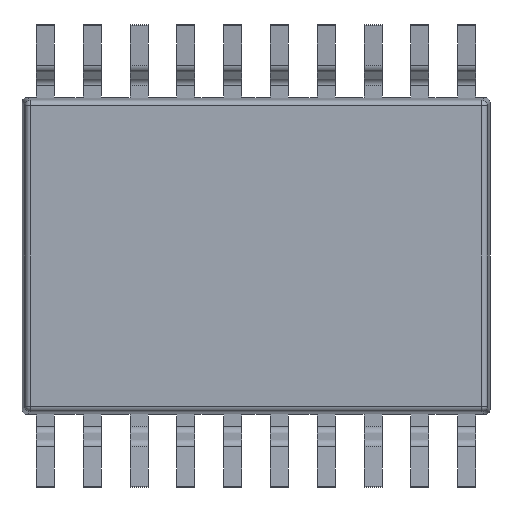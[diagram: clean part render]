
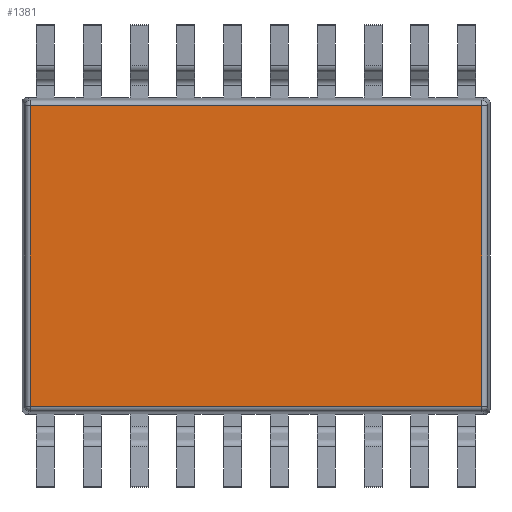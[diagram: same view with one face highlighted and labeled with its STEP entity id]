
A CAD part, front view. The second image highlights one B-rep face of the part: STEP entity #1381.
In plain terms, the highlighted planar face has unit normal (0, -1, 0).
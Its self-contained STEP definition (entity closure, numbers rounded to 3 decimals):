
#1381 = ADVANCED_FACE('',(#1382),#1416,.T.);
#1382 = FACE_BOUND('',#1383,.T.);
#1383 = EDGE_LOOP('',(#1384,#1394,#1402,#1410));
#1384 = ORIENTED_EDGE('',*,*,#1385,.T.);
#1385 = EDGE_CURVE('',#1386,#1388,#1390,.T.);
#1386 = VERTEX_POINT('',#1387);
#1387 = CARTESIAN_POINT('',(-3.138,0.1,2.088));
#1388 = VERTEX_POINT('',#1389);
#1389 = CARTESIAN_POINT('',(-3.138,0.1,-2.088));
#1390 = LINE('',#1391,#1392);
#1391 = CARTESIAN_POINT('',(-3.138,0.1,0.));
#1392 = VECTOR('',#1393,1.);
#1393 = DIRECTION('',(-0.,-0.,-1.));
#1394 = ORIENTED_EDGE('',*,*,#1395,.T.);
#1395 = EDGE_CURVE('',#1388,#1396,#1398,.T.);
#1396 = VERTEX_POINT('',#1397);
#1397 = CARTESIAN_POINT('',(3.138,0.1,-2.088));
#1398 = LINE('',#1399,#1400);
#1399 = CARTESIAN_POINT('',(0.,0.1,-2.088));
#1400 = VECTOR('',#1401,1.);
#1401 = DIRECTION('',(1.,0.,0.));
#1402 = ORIENTED_EDGE('',*,*,#1403,.T.);
#1403 = EDGE_CURVE('',#1396,#1404,#1406,.T.);
#1404 = VERTEX_POINT('',#1405);
#1405 = CARTESIAN_POINT('',(3.138,0.1,2.088));
#1406 = LINE('',#1407,#1408);
#1407 = CARTESIAN_POINT('',(3.138,0.1,0.));
#1408 = VECTOR('',#1409,1.);
#1409 = DIRECTION('',(0.,0.,1.));
#1410 = ORIENTED_EDGE('',*,*,#1411,.T.);
#1411 = EDGE_CURVE('',#1404,#1386,#1412,.T.);
#1412 = LINE('',#1413,#1414);
#1413 = CARTESIAN_POINT('',(0.,0.1,2.088));
#1414 = VECTOR('',#1415,1.);
#1415 = DIRECTION('',(-1.,-0.,-0.));
#1416 = PLANE('',#1417);
#1417 = AXIS2_PLACEMENT_3D('',#1418,#1419,#1420);
#1418 = CARTESIAN_POINT('',(0.,0.1,0.));
#1419 = DIRECTION('',(0.,-1.,0.));
#1420 = DIRECTION('',(0.,0.,-1.));
